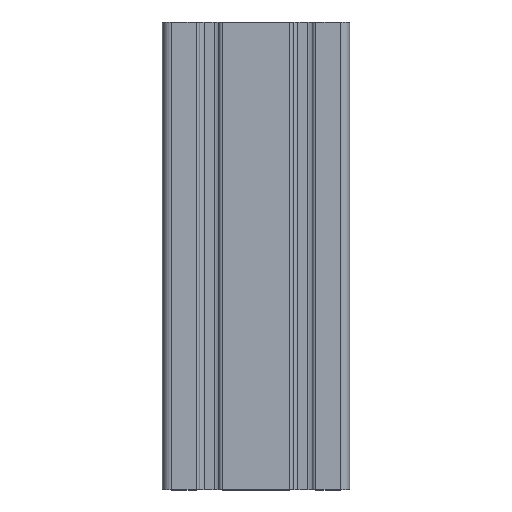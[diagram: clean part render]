
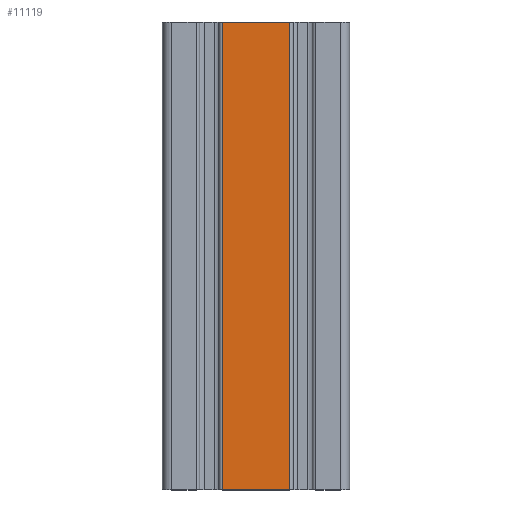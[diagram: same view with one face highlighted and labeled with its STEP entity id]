
A CAD part, top view. The second image highlights one B-rep face of the part: STEP entity #11119.
In plain terms, the highlighted planar face has unit normal (0, 0, 1).
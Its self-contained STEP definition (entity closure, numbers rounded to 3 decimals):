
#390 = VECTOR ( 'NONE', #7009, 1000. ) ;
#593 = ORIENTED_EDGE ( 'NONE', *, *, #1154, .T. ) ;
#858 = DIRECTION ( 'NONE',  ( 0., 1., 0. ) ) ;
#970 = DIRECTION ( 'NONE',  ( 0., 0., 1. ) ) ;
#1014 = CARTESIAN_POINT ( 'NONE',  ( -14.4, 0., 20. ) ) ;
#1154 = EDGE_CURVE ( 'NONE', #2050, #5209, #5911, .T. ) ;
#1251 = VECTOR ( 'NONE', #858, 1000. ) ;
#1377 = CARTESIAN_POINT ( 'NONE',  ( 14.4, 0., 20. ) ) ;
#1526 = CARTESIAN_POINT ( 'NONE',  ( -14.4, 200., 20. ) ) ;
#1876 = CARTESIAN_POINT ( 'NONE',  ( -14.4, 0., 20. ) ) ;
#1903 = AXIS2_PLACEMENT_3D ( 'NONE', #1014, #970, #8651 ) ;
#2050 = VERTEX_POINT ( 'NONE', #1377 ) ;
#3816 = PLANE ( 'NONE',  #1903 ) ;
#4514 = ORIENTED_EDGE ( 'NONE', *, *, #5372, .T. ) ;
#4587 = LINE ( 'NONE', #11811, #390 ) ;
#4681 = CARTESIAN_POINT ( 'NONE',  ( 14.4, 0., 20. ) ) ;
#4857 = LINE ( 'NONE', #7304, #8943 ) ;
#5209 = VERTEX_POINT ( 'NONE', #10979 ) ;
#5372 = EDGE_CURVE ( 'NONE', #9745, #8489, #4857, .T. ) ;
#5398 = EDGE_CURVE ( 'NONE', #8489, #2050, #5888, .T. ) ;
#5602 = CARTESIAN_POINT ( 'NONE',  ( -14.4, 0., 20. ) ) ;
#5888 = LINE ( 'NONE', #5602, #6157 ) ;
#5911 = LINE ( 'NONE', #4681, #1251 ) ;
#6157 = VECTOR ( 'NONE', #12330, 1000. ) ;
#6428 = EDGE_LOOP ( 'NONE', ( #9795, #593, #8998, #4514 ) ) ;
#7009 = DIRECTION ( 'NONE',  ( -1., 0., 0. ) ) ;
#7304 = CARTESIAN_POINT ( 'NONE',  ( -14.4, 0., 20. ) ) ;
#7662 = FACE_OUTER_BOUND ( 'NONE', #6428, .T. ) ;
#8234 = DIRECTION ( 'NONE',  ( 0., -1., 0. ) ) ;
#8489 = VERTEX_POINT ( 'NONE', #1876 ) ;
#8651 = DIRECTION ( 'NONE',  ( 1., 0., 0. ) ) ;
#8943 = VECTOR ( 'NONE', #8234, 1000. ) ;
#8998 = ORIENTED_EDGE ( 'NONE', *, *, #10279, .T. ) ;
#9745 = VERTEX_POINT ( 'NONE', #1526 ) ;
#9795 = ORIENTED_EDGE ( 'NONE', *, *, #5398, .T. ) ;
#10279 = EDGE_CURVE ( 'NONE', #5209, #9745, #4587, .T. ) ;
#10979 = CARTESIAN_POINT ( 'NONE',  ( 14.4, 200., 20. ) ) ;
#11119 = ADVANCED_FACE ( 'NONE', ( #7662 ), #3816, .T. ) ;
#11811 = CARTESIAN_POINT ( 'NONE',  ( -14.4, 200., 20. ) ) ;
#12330 = DIRECTION ( 'NONE',  ( 1., 0., 0. ) ) ;
